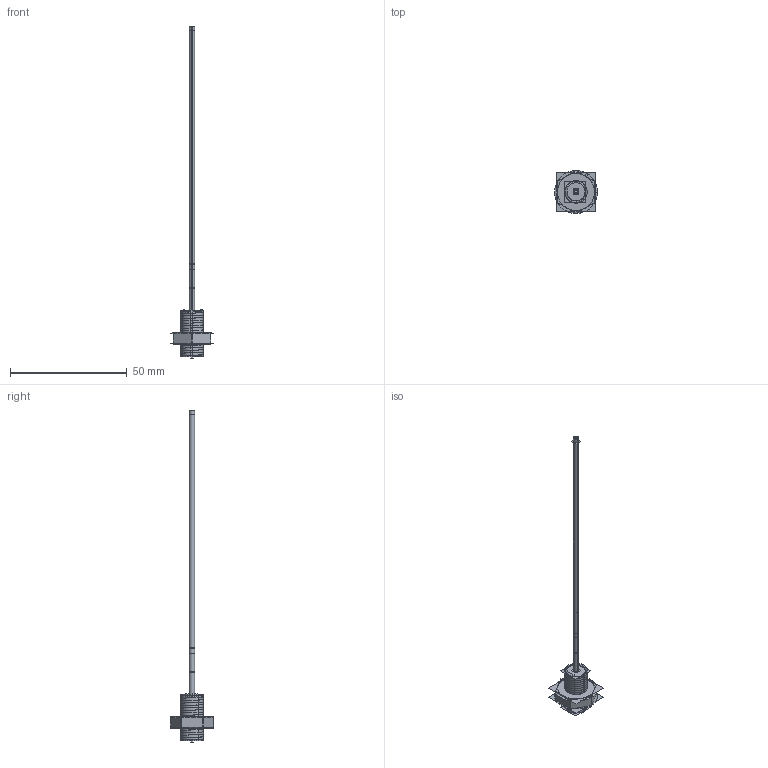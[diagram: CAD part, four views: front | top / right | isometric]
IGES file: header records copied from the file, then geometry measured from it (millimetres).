
Start section:  PTC IGES file: 193351.igs
Global section: file name: 193351.igs; native system: Creo Parametric by Parametric Technology Corporation; preprocessor: 2013230; author: pdmadmin; organization: Unknown; date: 20160302.093314; units: millimetre
Bounding box: 18.39 x 18.51 x 142.05 mm (x, y, z)
Volume: 2364 mm3; surface area: 30339.5 mm2
Topology: 4 solids, 6 shells, 196 faces, 1028 edges, 1333 vertices
Faces by surface type: revolution 136, bspline 60
